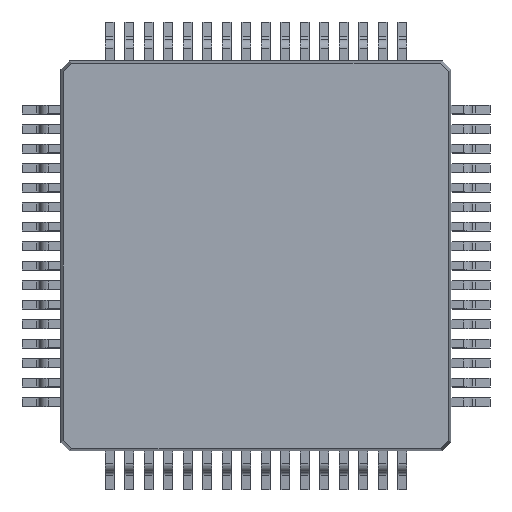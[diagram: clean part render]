
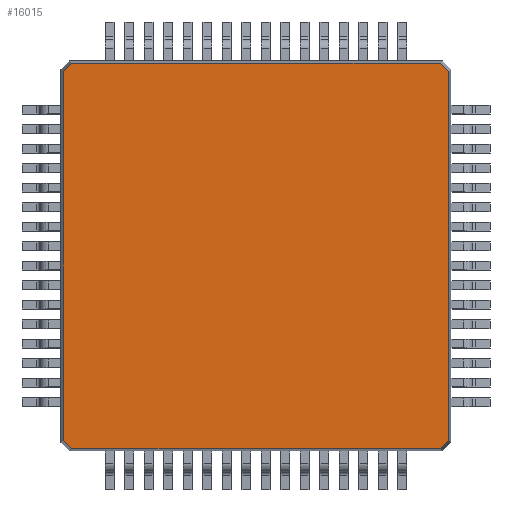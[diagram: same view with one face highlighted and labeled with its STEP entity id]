
A CAD part, top view. The second image highlights one B-rep face of the part: STEP entity #16015.
In plain terms, the highlighted planar face has unit normal (0, 0, 1).
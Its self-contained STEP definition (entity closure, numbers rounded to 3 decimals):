
#553=FACE_OUTER_BOUND('',#1475,.T.);
#1475=EDGE_LOOP('',(#11235,#11236,#11237,#11238,#11239,#11240,#11241,#11242));
#3063=LINE('',#23847,#4927);
#3064=LINE('',#23849,#4928);
#3065=LINE('',#23851,#4929);
#3066=LINE('',#23853,#4930);
#3067=LINE('',#23855,#4931);
#3068=LINE('',#23857,#4932);
#3069=LINE('',#23859,#4933);
#3070=LINE('',#23860,#4934);
#4927=VECTOR('',#19091,1000.);
#4928=VECTOR('',#19092,1000.);
#4929=VECTOR('',#19093,1000.);
#4930=VECTOR('',#19094,1000.);
#4931=VECTOR('',#19095,1000.);
#4932=VECTOR('',#19096,1000.);
#4933=VECTOR('',#19097,1000.);
#4934=VECTOR('',#19098,1000.);
#6747=VERTEX_POINT('',#23845);
#6748=VERTEX_POINT('',#23846);
#6749=VERTEX_POINT('',#23848);
#6750=VERTEX_POINT('',#23850);
#6751=VERTEX_POINT('',#23852);
#6752=VERTEX_POINT('',#23854);
#6753=VERTEX_POINT('',#23856);
#6754=VERTEX_POINT('',#23858);
#8463=EDGE_CURVE('',#6747,#6748,#3063,.T.);
#8464=EDGE_CURVE('',#6749,#6747,#3064,.T.);
#8465=EDGE_CURVE('',#6750,#6749,#3065,.T.);
#8466=EDGE_CURVE('',#6751,#6750,#3066,.T.);
#8467=EDGE_CURVE('',#6752,#6751,#3067,.T.);
#8468=EDGE_CURVE('',#6753,#6752,#3068,.T.);
#8469=EDGE_CURVE('',#6754,#6753,#3069,.T.);
#8470=EDGE_CURVE('',#6748,#6754,#3070,.T.);
#11235=ORIENTED_EDGE('',*,*,#8463,.F.);
#11236=ORIENTED_EDGE('',*,*,#8464,.F.);
#11237=ORIENTED_EDGE('',*,*,#8465,.F.);
#11238=ORIENTED_EDGE('',*,*,#8466,.F.);
#11239=ORIENTED_EDGE('',*,*,#8467,.F.);
#11240=ORIENTED_EDGE('',*,*,#8468,.F.);
#11241=ORIENTED_EDGE('',*,*,#8469,.F.);
#11242=ORIENTED_EDGE('',*,*,#8470,.F.);
#15305=PLANE('',#17103);
#16015=ADVANCED_FACE('',(#553),#15305,.F.);
#17103=AXIS2_PLACEMENT_3D('',#23844,#19089,#19090);
#19089=DIRECTION('center_axis',(0.,0.,-1.));
#19090=DIRECTION('ref_axis',(0.,1.,0.));
#19091=DIRECTION('',(0.702,0.712,0.));
#19092=DIRECTION('',(0.,1.,0.));
#19093=DIRECTION('',(-0.712,0.702,0.));
#19094=DIRECTION('',(-1.,0.,0.));
#19095=DIRECTION('',(-0.702,-0.712,0.));
#19096=DIRECTION('',(0.,-1.,0.));
#19097=DIRECTION('',(0.712,-0.702,0.));
#19098=DIRECTION('',(1.,0.,0.));
#23844=CARTESIAN_POINT('Origin',(0.,0.,1.2));
#23845=CARTESIAN_POINT('',(-4.944,4.719,1.2));
#23846=CARTESIAN_POINT('',(-4.723,4.944,1.2));
#23847=CARTESIAN_POINT('',(-4.944,4.719,1.2));
#23848=CARTESIAN_POINT('',(-4.944,-4.723,1.2));
#23849=CARTESIAN_POINT('',(-4.944,0.,1.2));
#23850=CARTESIAN_POINT('',(-4.719,-4.944,1.2));
#23851=CARTESIAN_POINT('',(-4.719,-4.944,1.2));
#23852=CARTESIAN_POINT('',(4.723,-4.944,1.2));
#23853=CARTESIAN_POINT('',(0.,-4.944,1.2));
#23854=CARTESIAN_POINT('',(4.944,-4.719,1.2));
#23855=CARTESIAN_POINT('',(4.944,-4.719,1.2));
#23856=CARTESIAN_POINT('',(4.944,4.723,1.2));
#23857=CARTESIAN_POINT('',(4.944,0.,1.2));
#23858=CARTESIAN_POINT('',(4.719,4.944,1.2));
#23859=CARTESIAN_POINT('',(4.719,4.944,1.2));
#23860=CARTESIAN_POINT('',(0.,4.944,1.2));
